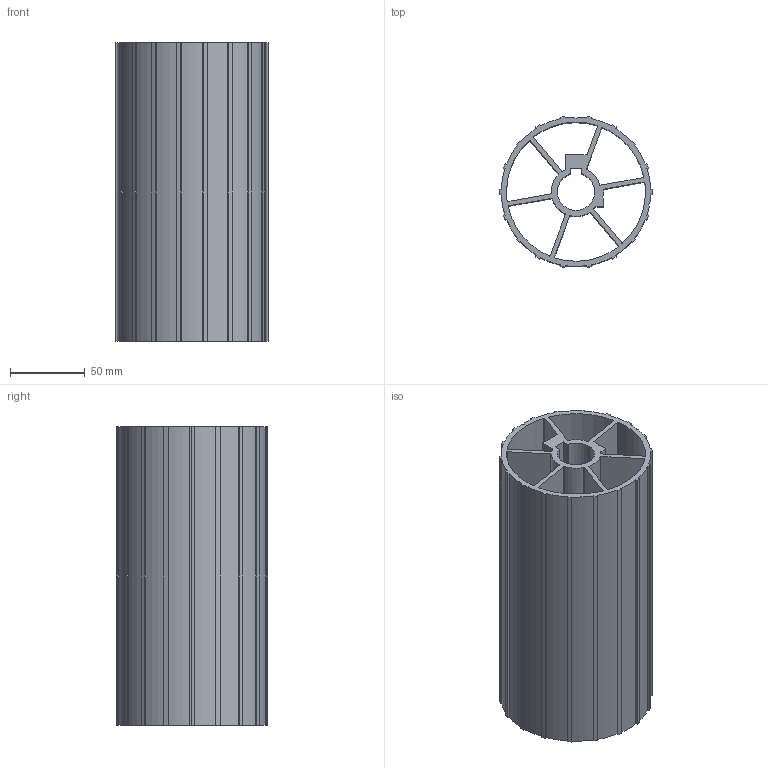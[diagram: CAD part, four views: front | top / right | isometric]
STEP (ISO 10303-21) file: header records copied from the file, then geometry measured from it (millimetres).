
FILE_DESCRIPTION (( 'STEP AP203' ), '1' );
FILE_NAME ('013981 REF RODILLO 100.STEP', '2015-12-01T11:51:30', ( '' ), ( '' ), 'SwSTEP 2.0', 'SolidWorks 2015', '' );
FILE_SCHEMA (( 'CONFIG_CONTROL_DESIGN' ));
Length unit declared in the file: millimetre
Products named in the file (1): 013981 REF RODILLO 100
Bounding box: 102 x 100.93 x 200 mm (x, y, z)
Volume: 427032.9 mm3; surface area: 236330.3 mm2
Topology: 1 solids, 1 shells, 154 faces, 456 edges, 304 vertices
Faces by surface type: cylinder 90, plane 64
Entity records: 5325 total; most frequent: DIRECTION 946, CARTESIAN_POINT 915, ORIENTED_EDGE 912, EDGE_CURVE 456, AXIS2_PLACEMENT_3D 335, VERTEX_POINT 304, LINE 276, VECTOR 276
